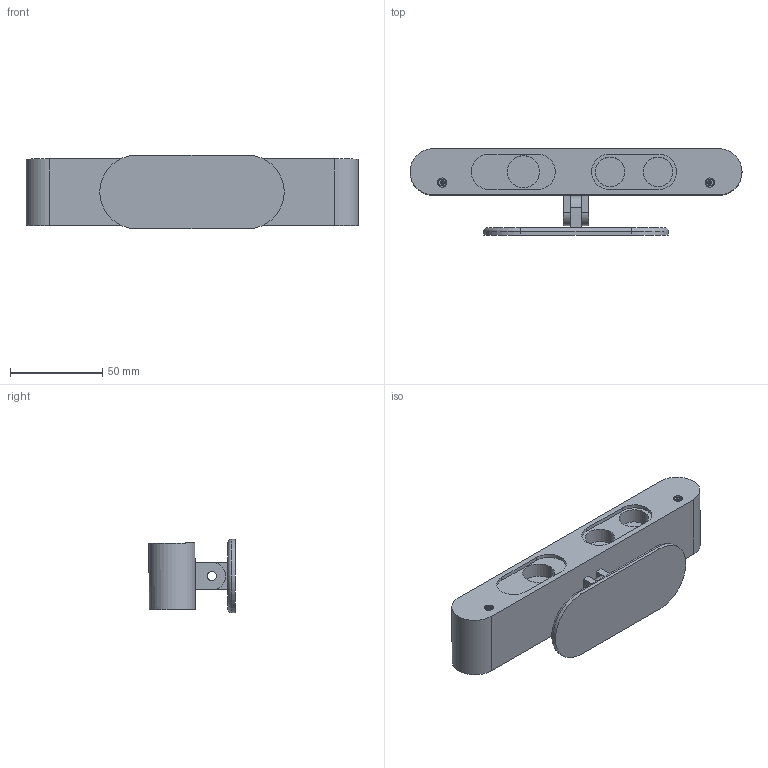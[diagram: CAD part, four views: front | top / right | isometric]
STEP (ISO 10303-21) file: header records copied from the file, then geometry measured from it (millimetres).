
FILE_DESCRIPTION (( 'STEP AP203' ), '1' );
FILE_NAME ('ASUS Xtion Pro Live.STEP', '2013-03-14T17:09:31', ( '' ), ( '' ), 'SwSTEP 2.0', 'SolidWorks 2012', '' );
FILE_SCHEMA (( 'CONFIG_CONTROL_DESIGN' ));
Length unit declared in the file: millimetre
Products named in the file (3): ASUS Xtion Pro Live; base; camera
Assembly tree (2 placements, depth 2):
  ASUS Xtion Pro Live
    camera
    base
Bounding box: 180 x 46.87 x 40 mm (x, y, z)
Volume: 166029.1 mm3; surface area: 34609.7 mm2
Topology: 2 solids, 2 shells, 159 faces, 398 edges, 264 vertices
Faces by surface type: plane 63, cylinder 60, bspline 34, torus 2
Entity records: 6891 total; most frequent: CARTESIAN_POINT 2876, ORIENTED_EDGE 796, DIRECTION 712, EDGE_CURVE 398, VERTEX_POINT 264, AXIS2_PLACEMENT_3D 252, LINE 208, VECTOR 208
